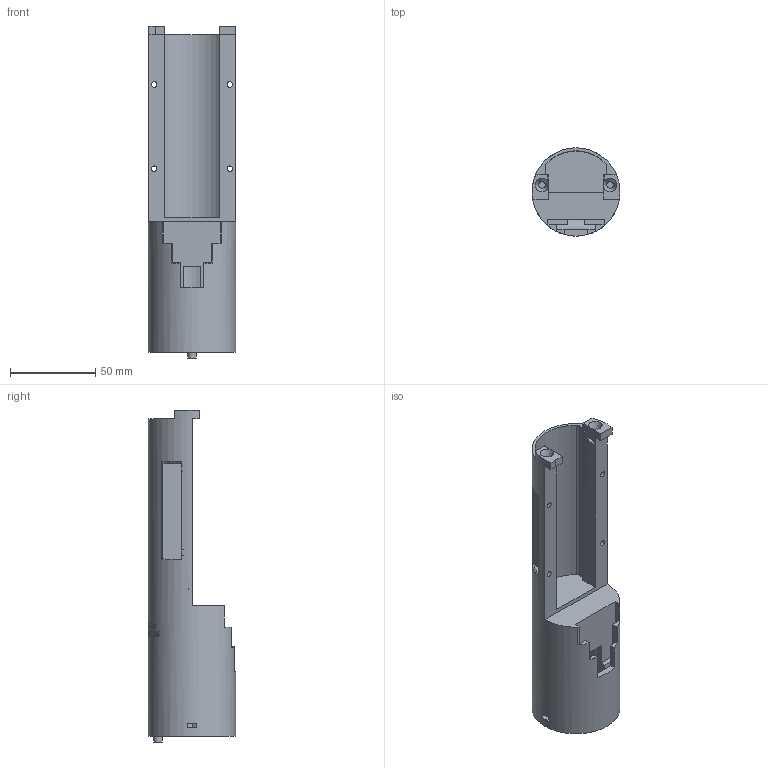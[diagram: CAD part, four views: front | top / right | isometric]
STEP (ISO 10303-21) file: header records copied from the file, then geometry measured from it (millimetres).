
FILE_DESCRIPTION(/* description */ (''),/* implementation_level */ '2;1');
FILE_NAME(/* name */ 'body_v0.7.0.stp',/* time_stamp */ '2026-02-03T14:25:27-05:00',/* author */ ('SLM30'),/* organization */ (''),/* preprocessor_version */ 'ST-DEVELOPER v20',/* originating_system */ 'Autodesk Inventor 2025',/* authorisation */ '');
FILE_SCHEMA (('AUTOMOTIVE_DESIGN { 1 0 10303 214 3 1 1 }'));
Length unit declared in the file: millimetre
Products named in the file (1): Housing1_v0.7.0
Bounding box: 51.65 x 51.65 x 195.22 mm (x, y, z)
Volume: 146679.8 mm3; surface area: 47420.6 mm2
Topology: 1 solids, 5 shells, 694 faces, 1898 edges, 1264 vertices
Faces by surface type: bspline 327, plane 277, cylinder 80, torus 8, cone 2
Full cylindrical faces by diameter (mm): 3.2 x4, 3.817 x8, 5 x1, 6 x1, 28 x1, 51.65 x1
Entity records: 28821 total; most frequent: CARTESIAN_POINT 13165, ORIENTED_EDGE 3796, DIRECTION 2226, EDGE_CURVE 1898, VERTEX_POINT 1263, LINE 956, VECTOR 956, EDGE_LOOP 761
